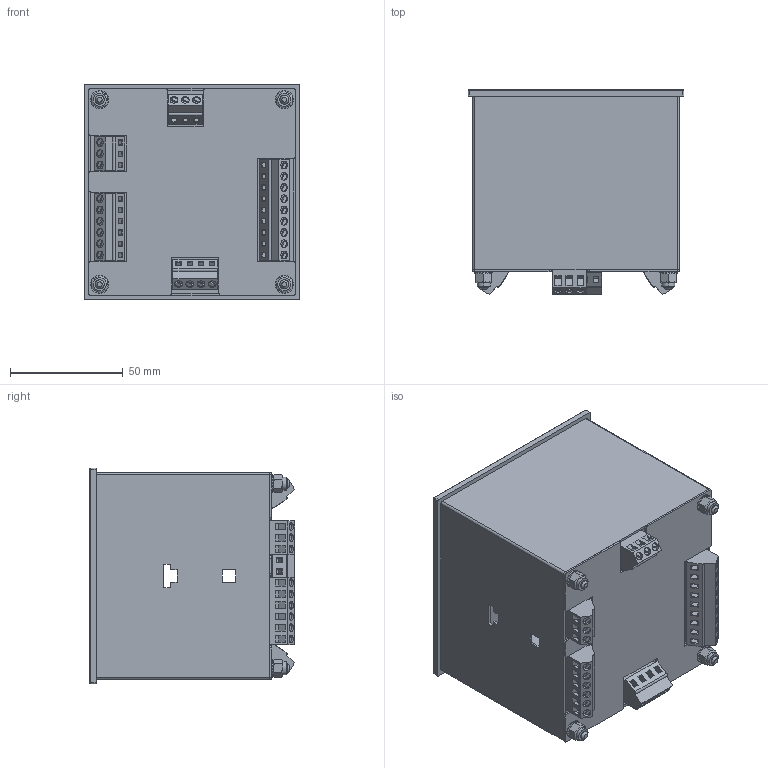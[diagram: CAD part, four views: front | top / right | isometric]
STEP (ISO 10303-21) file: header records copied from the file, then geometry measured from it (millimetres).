
FILE_DESCRIPTION(('TFLEX Exchange Step'),'2;1');
FILE_NAME('3D-модель прибора 13K6_3УВ.stp', '2020-10-19T22:03:41+05:00',('Алексей'),('Unknown organisation'),'TFLEX Exchange 2019.1','T-FLEX CAD','Unknown authorisation');
FILE_SCHEMA( ('AUTOMOTIVE_DESIGN { 1 0 10303 214 1 1 1 1 }') );
Length unit declared in the file: millimetre
Products named in the file (16): Клемма:3; Клемма; Клемма:4; Клемма кр:3; Клемма кр; Клемма:9; Клемма:6; <Гайки стопорные>Гайка ГОСТ Р 50273-92; <Шайбы>Шайба ГОСТ 10450-78; <Шпильки>Шпилька ГОСТ 22038-76; Этикетка; Корпус; _13K6_3УВ
Assembly tree (44 placements, depth 3):
  _13K6_3УВ
    Клемма
      Клемма:3  x3
    Клемма
      Клемма:4  x4
    Клемма кр
      Клемма кр:3  x3
    Клемма
      Клемма:9  x9
    Клемма
      Клемма:6  x6
    <Гайки стопорные>Гайка ГОСТ Р 50273-92  x4
    <Шайбы>Шайба ГОСТ 10450-78  x4
    <Шпильки>Шпилька ГОСТ 22038-76  x4
    Этикетка
    Корпус
Bounding box: 96 x 91.13 x 96 mm (x, y, z)
Volume: 87137.2 mm3; surface area: 141346.2 mm2
Topology: 90 solids, 90 shells, 1477 faces, 3600 edges, 2348 vertices
Faces by surface type: plane 1138, cylinder 177, bspline 130, cone 28, sphere 4
Full cylindrical faces by diameter (mm): 3.242 x4, 3.5 x50
Entity records: 38439 total; most frequent: CARTESIAN_POINT 8268, ORIENTED_EDGE 6236, DIRECTION 5649, EDGE_CURVE 3118, VECTOR 2409, LINE 2409, VERTEX_POINT 2039, AXIS2_PLACEMENT_3D 1620
